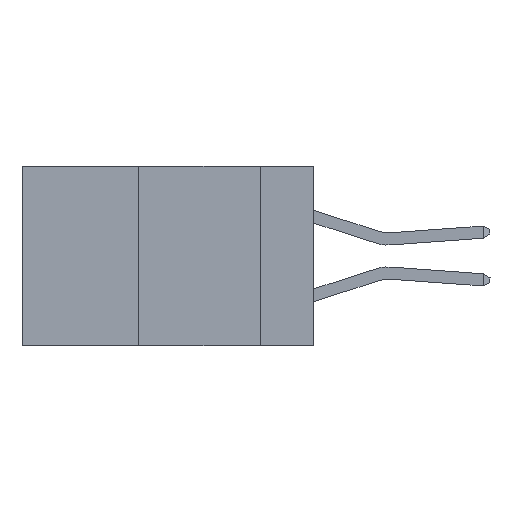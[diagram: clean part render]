
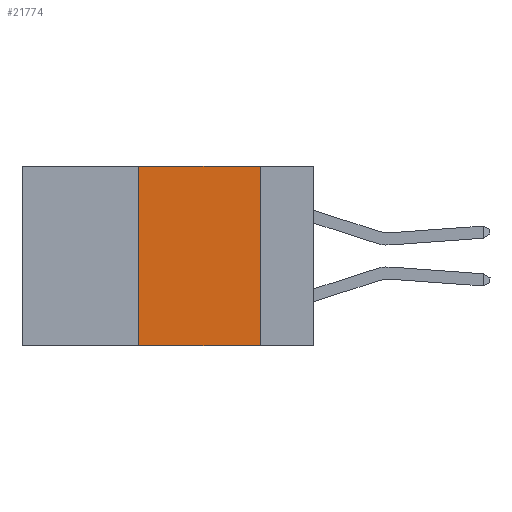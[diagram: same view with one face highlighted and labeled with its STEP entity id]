
A CAD part, left-side view. The second image highlights one B-rep face of the part: STEP entity #21774.
In plain terms, the highlighted planar face has unit normal (-1, 0, 0).
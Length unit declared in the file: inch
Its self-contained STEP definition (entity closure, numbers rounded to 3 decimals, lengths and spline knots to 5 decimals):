
#361 = VECTOR ( 'NONE', #23825, 39.37008 ) ;
#802 = VERTEX_POINT ( 'NONE', #12735 ) ;
#1580 = LINE ( 'NONE', #22032, #361 ) ;
#1604 = EDGE_LOOP ( 'NONE', ( #13667, #21839, #18210, #23367 ) ) ;
#2045 = DIRECTION ( 'NONE',  ( 0., -1., 0. ) ) ;
#2113 = AXIS2_PLACEMENT_3D ( 'NONE', #6191, #9978, #11914 ) ;
#2502 = VECTOR ( 'NONE', #18027, 39.37008 ) ;
#3364 = CARTESIAN_POINT ( 'NONE',  ( 0., 0.6, 0. ) ) ;
#3696 = CARTESIAN_POINT ( 'NONE',  ( 0., 0.11, -0.37 ) ) ;
#4061 = EDGE_CURVE ( 'NONE', #11208, #802, #1580, .T. ) ;
#4339 = CARTESIAN_POINT ( 'NONE',  ( 0., 0.11, 0. ) ) ;
#4901 = LINE ( 'NONE', #3364, #18545 ) ;
#5363 = CARTESIAN_POINT ( 'NONE',  ( 0., 0.36, -0.37 ) ) ;
#6191 = CARTESIAN_POINT ( 'NONE',  ( 0., 0.6, 0. ) ) ;
#7911 = LINE ( 'NONE', #4339, #12554 ) ;
#8114 = DIRECTION ( 'NONE',  ( 0., 0., -1. ) ) ;
#9978 = DIRECTION ( 'NONE',  ( 1., 0., 0. ) ) ;
#10111 = LINE ( 'NONE', #16173, #2502 ) ;
#10478 = EDGE_CURVE ( 'NONE', #11208, #16999, #10111, .T. ) ;
#10961 = FACE_OUTER_BOUND ( 'NONE', #1604, .T. ) ;
#11208 = VERTEX_POINT ( 'NONE', #5363 ) ;
#11914 = DIRECTION ( 'NONE',  ( 0., 0., -1. ) ) ;
#12554 = VECTOR ( 'NONE', #8114, 39.37008 ) ;
#12675 = EDGE_CURVE ( 'NONE', #802, #20611, #4901, .T. ) ;
#12735 = CARTESIAN_POINT ( 'NONE',  ( 0., 0.36, 0. ) ) ;
#13667 = ORIENTED_EDGE ( 'NONE', *, *, #18988, .F. ) ;
#13699 = PLANE ( 'NONE',  #2113 ) ;
#16173 = CARTESIAN_POINT ( 'NONE',  ( 0., 0.6, -0.37 ) ) ;
#16999 = VERTEX_POINT ( 'NONE', #3696 ) ;
#18027 = DIRECTION ( 'NONE',  ( 0., -1., 0. ) ) ;
#18210 = ORIENTED_EDGE ( 'NONE', *, *, #4061, .F. ) ;
#18545 = VECTOR ( 'NONE', #2045, 39.37008 ) ;
#18988 = EDGE_CURVE ( 'NONE', #20611, #16999, #7911, .T. ) ;
#20611 = VERTEX_POINT ( 'NONE', #22574 ) ;
#21774 = ADVANCED_FACE ( 'NONE', ( #10961 ), #13699, .F. ) ;
#21839 = ORIENTED_EDGE ( 'NONE', *, *, #12675, .F. ) ;
#22032 = CARTESIAN_POINT ( 'NONE',  ( 0., 0.36, 0. ) ) ;
#22574 = CARTESIAN_POINT ( 'NONE',  ( 0., 0.11, 0. ) ) ;
#23367 = ORIENTED_EDGE ( 'NONE', *, *, #10478, .T. ) ;
#23825 = DIRECTION ( 'NONE',  ( 0., 0., 1. ) ) ;
